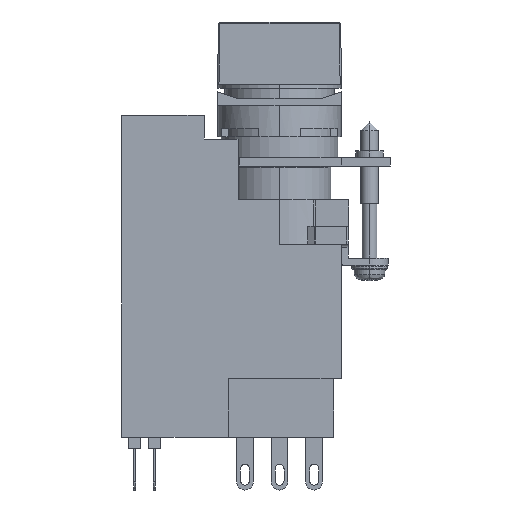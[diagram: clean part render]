
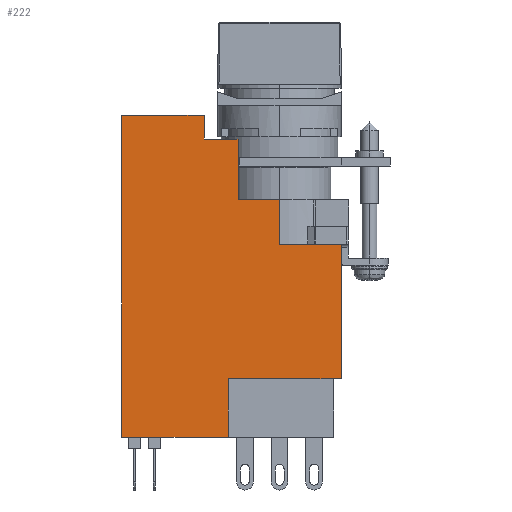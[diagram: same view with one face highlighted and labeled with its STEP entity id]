
A CAD part, left-side view. The second image highlights one B-rep face of the part: STEP entity #222.
In plain terms, the highlighted planar face has unit normal (-1, 0, 0).
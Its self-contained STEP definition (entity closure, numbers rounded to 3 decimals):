
#45 = EDGE_LOOP ( 'NONE', ( #6721, #3548, #4023, #8445, #6969, #6808, #2995, #12309, #1817, #3623, #9054, #5682 ) ) ;
#222 = ADVANCED_FACE ( 'NONE', ( #8721 ), #12685, .T. ) ;
#568 = VERTEX_POINT ( 'NONE', #8520 ) ;
#711 = EDGE_CURVE ( 'NONE', #6411, #6215, #3883, .T. ) ;
#877 = VERTEX_POINT ( 'NONE', #5301 ) ;
#932 = EDGE_CURVE ( 'NONE', #2379, #4652, #10318, .T. ) ;
#1404 = CARTESIAN_POINT ( 'NONE',  ( -8.9, -8.9, 18.2 ) ) ;
#1515 = EDGE_CURVE ( 'NONE', #3785, #5708, #10898, .T. ) ;
#1527 = CARTESIAN_POINT ( 'NONE',  ( -8.9, 6.95, 8.5 ) ) ;
#1817 = ORIENTED_EDGE ( 'NONE', *, *, #2861, .T. ) ;
#1822 = DIRECTION ( 'NONE',  ( 0., 1., 0. ) ) ;
#1979 = CARTESIAN_POINT ( 'NONE',  ( -8.9, 22.8, 23.25 ) ) ;
#2121 = CARTESIAN_POINT ( 'NONE',  ( -8.9, -8.9, 8.5 ) ) ;
#2379 = VERTEX_POINT ( 'NONE', #2121 ) ;
#2475 = LINE ( 'NONE', #6446, #4849 ) ;
#2576 = CARTESIAN_POINT ( 'NONE',  ( -8.9, 22.8, 0. ) ) ;
#2697 = DIRECTION ( 'NONE',  ( 0., 1., 0. ) ) ;
#2861 = EDGE_CURVE ( 'NONE', #568, #12703, #8147, .T. ) ;
#2891 = AXIS2_PLACEMENT_3D ( 'NONE', #3761, #7743, #11699 ) ;
#2979 = CARTESIAN_POINT ( 'NONE',  ( -8.9, 7.4, 23.25 ) ) ;
#2995 = ORIENTED_EDGE ( 'NONE', *, *, #711, .T. ) ;
#3196 = DIRECTION ( 'NONE',  ( 0., 0., 1. ) ) ;
#3548 = ORIENTED_EDGE ( 'NONE', *, *, #12152, .T. ) ;
#3623 = ORIENTED_EDGE ( 'NONE', *, *, #5459, .T. ) ;
#3761 = CARTESIAN_POINT ( 'NONE',  ( -8.9, -8.9, 0. ) ) ;
#3785 = VERTEX_POINT ( 'NONE', #9738 ) ;
#3827 = LINE ( 'NONE', #7812, #7754 ) ;
#3883 = LINE ( 'NONE', #7867, #6861 ) ;
#3906 = CARTESIAN_POINT ( 'NONE',  ( -8.9, 6.95, 46.5 ) ) ;
#4023 = ORIENTED_EDGE ( 'NONE', *, *, #5525, .T. ) ;
#4354 = VECTOR ( 'NONE', #5367, 1000. ) ;
#4370 = VERTEX_POINT ( 'NONE', #11190 ) ;
#4584 = CARTESIAN_POINT ( 'NONE',  ( -8.9, 10.9, 43.1 ) ) ;
#4652 = VERTEX_POINT ( 'NONE', #6828 ) ;
#4847 = VECTOR ( 'NONE', #2697, 1000. ) ;
#4849 = VECTOR ( 'NONE', #10410, 1000. ) ;
#4909 = LINE ( 'NONE', #8892, #6814 ) ;
#5128 = CARTESIAN_POINT ( 'NONE',  ( -8.9, 7.4, 8.5 ) ) ;
#5301 = CARTESIAN_POINT ( 'NONE',  ( -8.9, 10.9, 46.5 ) ) ;
#5367 = DIRECTION ( 'NONE',  ( 0., 0., 1. ) ) ;
#5459 = EDGE_CURVE ( 'NONE', #12703, #12442, #3827, .T. ) ;
#5498 = DIRECTION ( 'NONE',  ( 0., -1., 0. ) ) ;
#5525 = EDGE_CURVE ( 'NONE', #4370, #8662, #11899, .T. ) ;
#5682 = ORIENTED_EDGE ( 'NONE', *, *, #8558, .T. ) ;
#5708 = VERTEX_POINT ( 'NONE', #2576 ) ;
#5953 = VECTOR ( 'NONE', #1822, 1000. ) ;
#5955 = DIRECTION ( 'NONE',  ( 0., 0., -1. ) ) ;
#5990 = VECTOR ( 'NONE', #5498, 1000. ) ;
#6215 = VERTEX_POINT ( 'NONE', #9771 ) ;
#6411 = VERTEX_POINT ( 'NONE', #7299 ) ;
#6446 = CARTESIAN_POINT ( 'NONE',  ( -8.9, 10.9, 23.25 ) ) ;
#6478 = EDGE_CURVE ( 'NONE', #12442, #877, #2475, .T. ) ;
#6721 = ORIENTED_EDGE ( 'NONE', *, *, #1515, .T. ) ;
#6776 = LINE ( 'NONE', #10739, #5953 ) ;
#6808 = ORIENTED_EDGE ( 'NONE', *, *, #10772, .T. ) ;
#6814 = VECTOR ( 'NONE', #12860, 1000. ) ;
#6828 = CARTESIAN_POINT ( 'NONE',  ( -8.9, -8.9, 27.8 ) ) ;
#6861 = VECTOR ( 'NONE', #11828, 1000. ) ;
#6866 = VECTOR ( 'NONE', #5955, 1000. ) ;
#6942 = VECTOR ( 'NONE', #7888, 1000. ) ;
#6949 = DIRECTION ( 'NONE',  ( 0., 0., 1. ) ) ;
#6969 = ORIENTED_EDGE ( 'NONE', *, *, #932, .T. ) ;
#7299 = CARTESIAN_POINT ( 'NONE',  ( -8.9, 0., 27.8 ) ) ;
#7528 = VECTOR ( 'NONE', #3196, 1000. ) ;
#7653 = LINE ( 'NONE', #11607, #4847 ) ;
#7743 = DIRECTION ( 'NONE',  ( -1., 0., 0. ) ) ;
#7754 = VECTOR ( 'NONE', #11772, 1000. ) ;
#7812 = CARTESIAN_POINT ( 'NONE',  ( -8.9, 6.95, 43.1 ) ) ;
#7867 = CARTESIAN_POINT ( 'NONE',  ( -8.9, 0., 23.25 ) ) ;
#7888 = DIRECTION ( 'NONE',  ( 0., 1., 0. ) ) ;
#8027 = EDGE_CURVE ( 'NONE', #6215, #568, #7653, .T. ) ;
#8147 = LINE ( 'NONE', #12113, #7528 ) ;
#8164 = CARTESIAN_POINT ( 'NONE',  ( -8.9, 6., 43.1 ) ) ;
#8445 = ORIENTED_EDGE ( 'NONE', *, *, #12392, .T. ) ;
#8520 = CARTESIAN_POINT ( 'NONE',  ( -8.9, 6., 34.3 ) ) ;
#8558 = EDGE_CURVE ( 'NONE', #877, #3785, #12830, .T. ) ;
#8662 = VERTEX_POINT ( 'NONE', #5128 ) ;
#8721 = FACE_OUTER_BOUND ( 'NONE', #45, .T. ) ;
#8793 = VECTOR ( 'NONE', #6949, 1000. ) ;
#8892 = CARTESIAN_POINT ( 'NONE',  ( -8.9, 6.95, 0. ) ) ;
#9054 = ORIENTED_EDGE ( 'NONE', *, *, #6478, .T. ) ;
#9738 = CARTESIAN_POINT ( 'NONE',  ( -8.9, 22.8, 46.5 ) ) ;
#9771 = CARTESIAN_POINT ( 'NONE',  ( -8.9, 0., 34.3 ) ) ;
#10318 = LINE ( 'NONE', #1404, #4354 ) ;
#10410 = DIRECTION ( 'NONE',  ( 0., 0., 1. ) ) ;
#10442 = LINE ( 'NONE', #1527, #5990 ) ;
#10739 = CARTESIAN_POINT ( 'NONE',  ( -8.9, 6.95, 27.8 ) ) ;
#10772 = EDGE_CURVE ( 'NONE', #4652, #6411, #6776, .T. ) ;
#10898 = LINE ( 'NONE', #1979, #6866 ) ;
#11190 = CARTESIAN_POINT ( 'NONE',  ( -8.9, 7.4, 0. ) ) ;
#11607 = CARTESIAN_POINT ( 'NONE',  ( -8.9, 6.95, 34.3 ) ) ;
#11699 = DIRECTION ( 'NONE',  ( 0., 0., 1. ) ) ;
#11772 = DIRECTION ( 'NONE',  ( 0., 1., 0. ) ) ;
#11828 = DIRECTION ( 'NONE',  ( 0., 0., 1. ) ) ;
#11899 = LINE ( 'NONE', #2979, #8793 ) ;
#12113 = CARTESIAN_POINT ( 'NONE',  ( -8.9, 6., 23.25 ) ) ;
#12152 = EDGE_CURVE ( 'NONE', #5708, #4370, #4909, .T. ) ;
#12309 = ORIENTED_EDGE ( 'NONE', *, *, #8027, .T. ) ;
#12392 = EDGE_CURVE ( 'NONE', #8662, #2379, #10442, .T. ) ;
#12442 = VERTEX_POINT ( 'NONE', #4584 ) ;
#12685 = PLANE ( 'NONE',  #2891 ) ;
#12703 = VERTEX_POINT ( 'NONE', #8164 ) ;
#12830 = LINE ( 'NONE', #3906, #6942 ) ;
#12860 = DIRECTION ( 'NONE',  ( 0., -1., 0. ) ) ;
